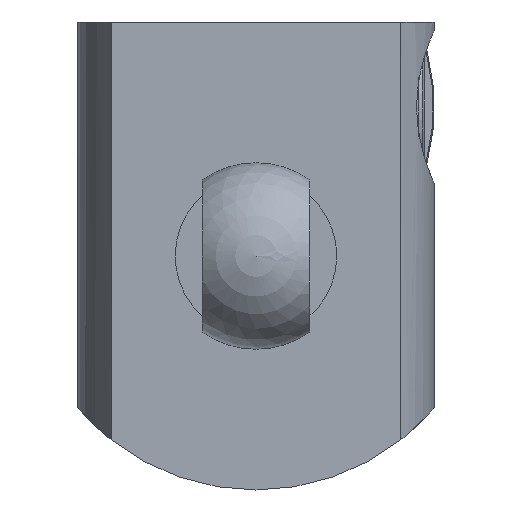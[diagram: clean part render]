
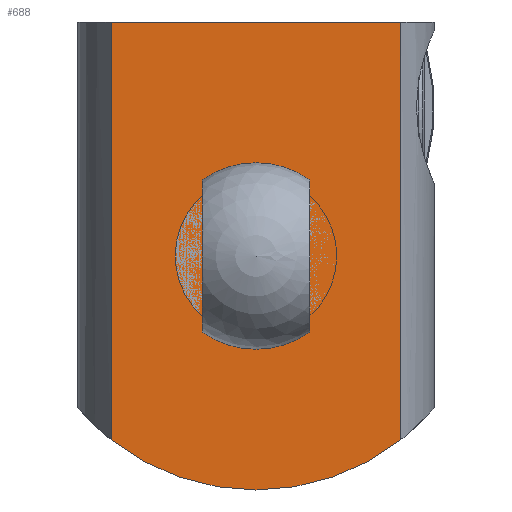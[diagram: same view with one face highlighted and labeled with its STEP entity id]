
A CAD part, front view. The second image highlights one B-rep face of the part: STEP entity #688.
In plain terms, the highlighted planar face has unit normal (0, -1, 0).
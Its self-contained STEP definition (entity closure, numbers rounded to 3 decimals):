
#63=PLANE('',#775);
#80=FACE_OUTER_BOUND('',#124,.T.);
#124=EDGE_LOOP('',(#492,#493,#494,#495));
#186=LINE('',#1210,#211);
#188=LINE('',#1239,#213);
#190=LINE('',#1246,#215);
#211=VECTOR('',#884,10.);
#213=VECTOR('',#890,10.);
#215=VECTOR('',#902,10.);
#238=CIRCLE('',#774,56.5);
#297=VERTEX_POINT('',#1184);
#300=VERTEX_POINT('',#1208);
#302=VERTEX_POINT('',#1213);
#305=VERTEX_POINT('',#1228);
#370=EDGE_CURVE('',#297,#300,#186,.T.);
#375=EDGE_CURVE('',#302,#305,#188,.T.);
#378=EDGE_CURVE('',#305,#297,#238,.T.);
#379=EDGE_CURVE('',#300,#302,#190,.T.);
#492=ORIENTED_EDGE('',*,*,#375,.T.);
#493=ORIENTED_EDGE('',*,*,#378,.T.);
#494=ORIENTED_EDGE('',*,*,#370,.T.);
#495=ORIENTED_EDGE('',*,*,#379,.T.);
#688=ADVANCED_FACE('',(#80),#63,.F.);
#774=AXIS2_PLACEMENT_3D('',#1244,#898,#899);
#775=AXIS2_PLACEMENT_3D('',#1245,#900,#901);
#884=DIRECTION('',(0.,0.,1.));
#890=DIRECTION('',(0.,0.,-1.));
#898=DIRECTION('center_axis',(0.,-1.,0.));
#899=DIRECTION('ref_axis',(0.761,0.,-0.649));
#900=DIRECTION('center_axis',(0.,1.,0.));
#901=DIRECTION('ref_axis',(1.,0.,0.));
#902=DIRECTION('',(-1.,0.,0.));
#1184=CARTESIAN_POINT('',(34.986,-25.,-44.365));
#1208=CARTESIAN_POINT('',(34.986,-25.,56.5));
#1210=CARTESIAN_POINT('',(34.986,-25.,0.));
#1213=CARTESIAN_POINT('',(-34.986,-25.,56.5));
#1228=CARTESIAN_POINT('',(-34.986,-25.,-44.365));
#1239=CARTESIAN_POINT('',(-34.986,-25.,0.));
#1244=CARTESIAN_POINT('Origin',(0.,-25.,0.));
#1245=CARTESIAN_POINT('Origin',(0.,-25.,0.));
#1246=CARTESIAN_POINT('',(43.,-25.,56.5));
